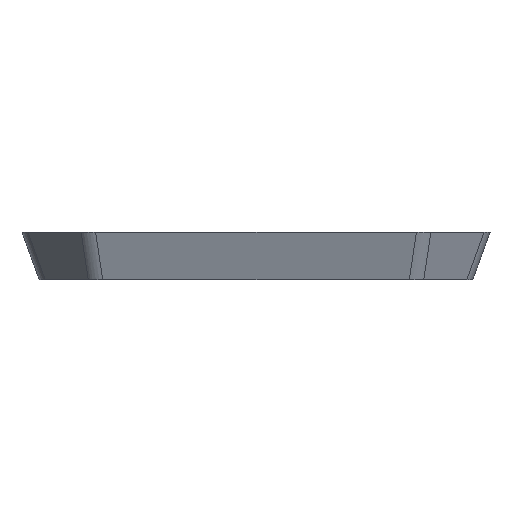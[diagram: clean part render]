
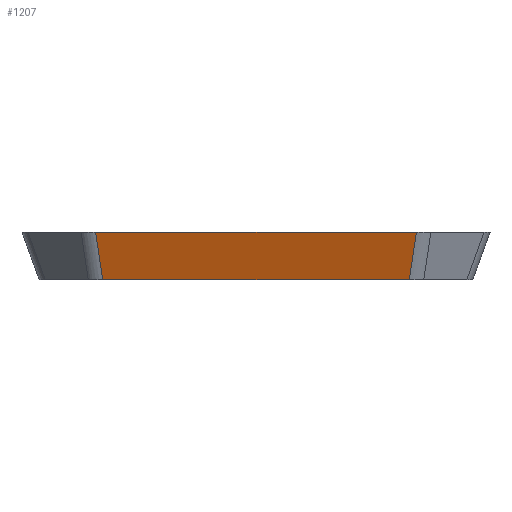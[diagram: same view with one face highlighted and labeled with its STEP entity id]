
A CAD part, left-side view. The second image highlights one B-rep face of the part: STEP entity #1207.
In plain terms, the highlighted planar face has unit normal (-0.94, 0, -0.342).
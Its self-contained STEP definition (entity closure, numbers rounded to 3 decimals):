
#687=CARTESIAN_POINT('Vertex',(-62.056,24.071,-17.04)) ;
#690=CARTESIAN_POINT('Line Origine',(-62.056,2.,-17.04)) ;
#694=CARTESIAN_POINT('Vertex',(-62.056,-20.071,-17.04)) ;
#1164=CARTESIAN_POINT('Line Origine',(-61.776,-19.955,-17.81)) ;
#1168=CARTESIAN_POINT('Vertex',(-59.69,-19.091,-23.54)) ;
#1185=CARTESIAN_POINT('Axis2P3D Location',(-60.418,2.,-21.54)) ;
#1191=CARTESIAN_POINT('Control Point',(-59.69,23.091,-23.54)) ;
#1192=CARTESIAN_POINT('Control Point',(-62.056,24.071,-17.04)) ;
#1193=CARTESIAN_POINT('Vertex',(-59.69,23.091,-23.54)) ;
#1196=CARTESIAN_POINT('Line Origine',(-59.69,2.,-23.54)) ;
#691=DIRECTION('Vector Direction',(0.,-1.,0.)) ;
#1165=DIRECTION('Vector Direction',(0.339,0.14,-0.93)) ;
#1186=DIRECTION('Axis2P3D Direction',(-0.94,0.,-0.342)) ;
#1187=DIRECTION('Axis2P3D XDirection',(0.,-1.,0.)) ;
#1197=DIRECTION('Vector Direction',(0.,-1.,0.)) ;
#1188=AXIS2_PLACEMENT_3D('Plane Axis2P3D',#1185,#1186,#1187) ;
#1202=ORIENTED_EDGE('',*,*,#1195,.F.) ;
#1203=ORIENTED_EDGE('',*,*,#1200,.F.) ;
#1204=ORIENTED_EDGE('',*,*,#1170,.T.) ;
#1205=ORIENTED_EDGE('',*,*,#696,.F.) ;
#692=VECTOR('Line Direction',#691,1.) ;
#1166=VECTOR('Line Direction',#1165,1.) ;
#1198=VECTOR('Line Direction',#1197,1.) ;
#1207=ADVANCED_FACE('',(#1206),#1189,.T.) ;
#1190=B_SPLINE_CURVE_WITH_KNOTS('',1,(#1191,#1192),.UNSPECIFIED.,.F.,.U.,(2,2),(-6.159,0.828),.UNSPECIFIED.) ;
#696=EDGE_CURVE('',#688,#695,#693,.T.) ;
#1170=EDGE_CURVE('',#1169,#695,#1167,.F.) ;
#1195=EDGE_CURVE('',#1194,#688,#1190,.T.) ;
#1200=EDGE_CURVE('',#1169,#1194,#1199,.F.) ;
#1201=EDGE_LOOP('',(#1202,#1203,#1204,#1205)) ;
#1206=FACE_OUTER_BOUND('',#1201,.T.) ;
#693=LINE('Line',#690,#692) ;
#1167=LINE('Line',#1164,#1166) ;
#1199=LINE('Line',#1196,#1198) ;
#1189=PLANE('Plane',#1188) ;
#688=VERTEX_POINT('',#687) ;
#695=VERTEX_POINT('',#694) ;
#1169=VERTEX_POINT('',#1168) ;
#1194=VERTEX_POINT('',#1193) ;
